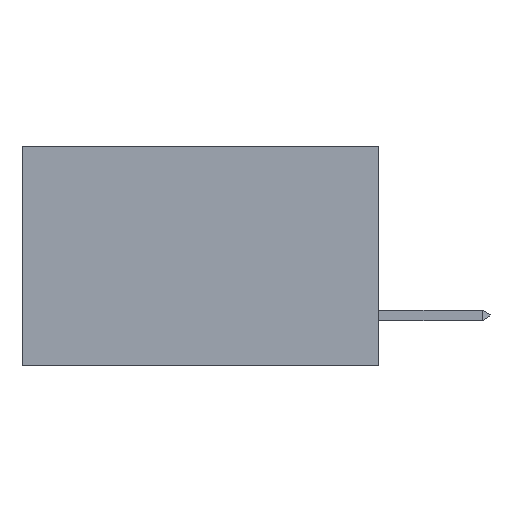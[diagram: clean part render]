
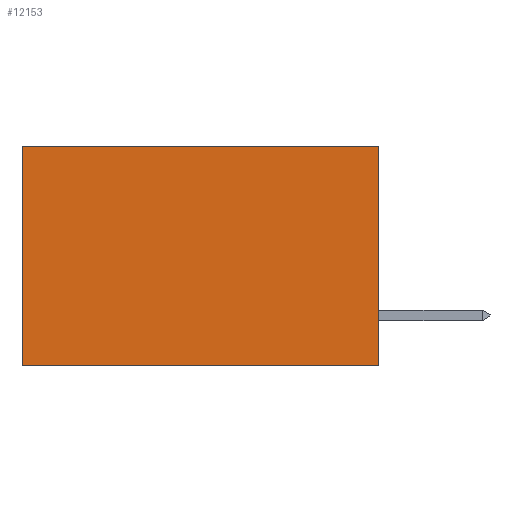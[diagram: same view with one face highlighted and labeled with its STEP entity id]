
A CAD part, left-side view. The second image highlights one B-rep face of the part: STEP entity #12153.
In plain terms, the highlighted planar face has unit normal (-1, 0, 0).
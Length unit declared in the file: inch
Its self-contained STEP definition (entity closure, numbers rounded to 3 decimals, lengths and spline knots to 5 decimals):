
#38 = CARTESIAN_POINT ( 'NONE',  ( 0.298, 0., -0.37 ) ) ;
#1125 = CARTESIAN_POINT ( 'NONE',  ( 0.298, 0., 0. ) ) ;
#1208 = LINE ( 'NONE', #7647, #20194 ) ;
#1222 = CARTESIAN_POINT ( 'NONE',  ( 0.298, 0., 0. ) ) ;
#1885 = CARTESIAN_POINT ( 'NONE',  ( 0.298, 0., 0. ) ) ;
#2190 = DIRECTION ( 'NONE',  ( 0., 0., -1. ) ) ;
#2984 = LINE ( 'NONE', #1222, #8289 ) ;
#3195 = CARTESIAN_POINT ( 'NONE',  ( 0.298, 0.6, -0.37 ) ) ;
#3327 = ORIENTED_EDGE ( 'NONE', *, *, #4451, .F. ) ;
#4061 = CARTESIAN_POINT ( 'NONE',  ( 0.298, 0.6, 0. ) ) ;
#4451 = EDGE_CURVE ( 'NONE', #11447, #21068, #8749, .T. ) ;
#4757 = AXIS2_PLACEMENT_3D ( 'NONE', #1885, #7270, #2190 ) ;
#6604 = DIRECTION ( 'NONE',  ( 0., 0., -1. ) ) ;
#7270 = DIRECTION ( 'NONE',  ( 1., 0., 0. ) ) ;
#7647 = CARTESIAN_POINT ( 'NONE',  ( 0.298, 0.6, 0. ) ) ;
#7706 = ORIENTED_EDGE ( 'NONE', *, *, #12176, .T. ) ;
#8289 = VECTOR ( 'NONE', #6604, 39.37008 ) ;
#8291 = ORIENTED_EDGE ( 'NONE', *, *, #13727, .T. ) ;
#8749 = LINE ( 'NONE', #15749, #16557 ) ;
#9228 = PLANE ( 'NONE',  #4757 ) ;
#9333 = VERTEX_POINT ( 'NONE', #1125 ) ;
#9990 = DIRECTION ( 'NONE',  ( 0., 1., 0. ) ) ;
#11447 = VERTEX_POINT ( 'NONE', #38 ) ;
#12153 = ADVANCED_FACE ( 'NONE', ( #20476 ), #9228, .F. ) ;
#12176 = EDGE_CURVE ( 'NONE', #21637, #21068, #1208, .T. ) ;
#12425 = DIRECTION ( 'NONE',  ( 0., 1., 0. ) ) ;
#13727 = EDGE_CURVE ( 'NONE', #9333, #21637, #19011, .T. ) ;
#15089 = VECTOR ( 'NONE', #9990, 39.37008 ) ;
#15749 = CARTESIAN_POINT ( 'NONE',  ( 0.298, 0., -0.37 ) ) ;
#16557 = VECTOR ( 'NONE', #12425, 39.37008 ) ;
#19011 = LINE ( 'NONE', #19106, #15089 ) ;
#19106 = CARTESIAN_POINT ( 'NONE',  ( 0.298, 0., 0. ) ) ;
#19792 = EDGE_LOOP ( 'NONE', ( #7706, #3327, #21229, #8291 ) ) ;
#20194 = VECTOR ( 'NONE', #20215, 39.37008 ) ;
#20215 = DIRECTION ( 'NONE',  ( 0., 0., -1. ) ) ;
#20476 = FACE_OUTER_BOUND ( 'NONE', #19792, .T. ) ;
#21068 = VERTEX_POINT ( 'NONE', #3195 ) ;
#21229 = ORIENTED_EDGE ( 'NONE', *, *, #22230, .F. ) ;
#21637 = VERTEX_POINT ( 'NONE', #4061 ) ;
#22230 = EDGE_CURVE ( 'NONE', #9333, #11447, #2984, .T. ) ;
